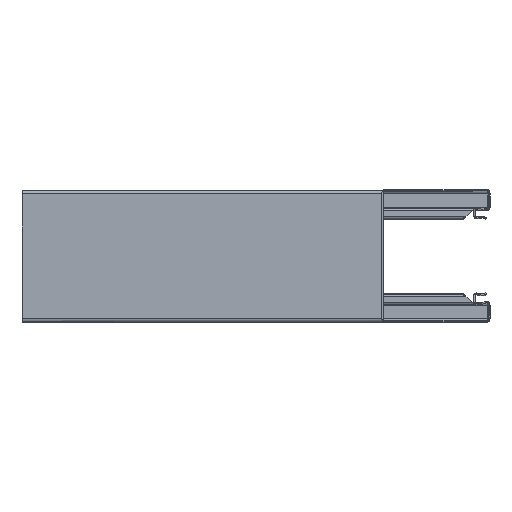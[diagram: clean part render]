
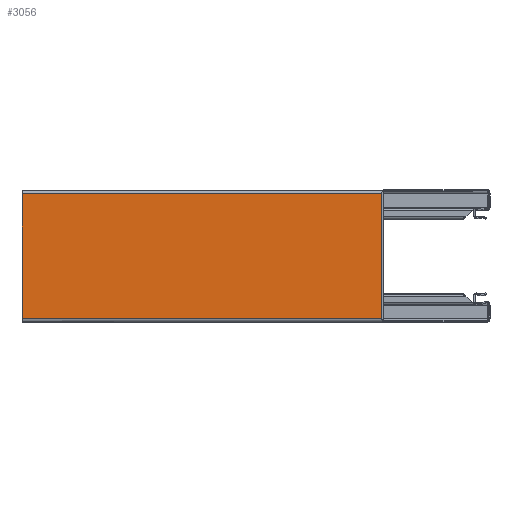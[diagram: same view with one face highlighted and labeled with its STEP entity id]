
A CAD part, top view. The second image highlights one B-rep face of the part: STEP entity #3056.
In plain terms, the highlighted planar face has unit normal (0, 0, 1).
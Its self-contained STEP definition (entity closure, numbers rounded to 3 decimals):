
#26 = VERTEX_POINT ( 'NONE', #3803 ) ;
#324 = DIRECTION ( 'NONE',  ( 0., -1., 0. ) ) ;
#581 = CARTESIAN_POINT ( 'NONE',  ( -89., -52., 0. ) ) ;
#763 = ORIENTED_EDGE ( 'NONE', *, *, #1661, .F. ) ;
#1026 = AXIS2_PLACEMENT_3D ( 'NONE', #3791, #3485, #3458 ) ;
#1054 = VERTEX_POINT ( 'NONE', #3866 ) ;
#1059 = LINE ( 'NONE', #581, #6465 ) ;
#1573 = VECTOR ( 'NONE', #6803, 1000. ) ;
#1661 = EDGE_CURVE ( 'NONE', #1054, #26, #1059, .T. ) ;
#1744 = EDGE_CURVE ( 'NONE', #26, #5976, #5261, .T. ) ;
#1763 = EDGE_CURVE ( 'NONE', #1054, #6009, #3397, .T. ) ;
#1775 = EDGE_CURVE ( 'NONE', #5976, #6009, #3357, .T. ) ;
#2249 = FACE_OUTER_BOUND ( 'NONE', #7293, .T. ) ;
#2404 = CARTESIAN_POINT ( 'NONE',  ( -388.5, -52., 0. ) ) ;
#2949 = CARTESIAN_POINT ( 'NONE',  ( -388.5, 52., 0. ) ) ;
#3056 = ADVANCED_FACE ( 'NONE', ( #2249 ), #3826, .T. ) ;
#3147 = CARTESIAN_POINT ( 'NONE',  ( -388.5, -52., 0. ) ) ;
#3357 = LINE ( 'NONE', #2404, #3776 ) ;
#3397 = LINE ( 'NONE', #5211, #1573 ) ;
#3458 = DIRECTION ( 'NONE',  ( 1., 0., 0. ) ) ;
#3485 = DIRECTION ( 'NONE',  ( 0., 0., 1. ) ) ;
#3776 = VECTOR ( 'NONE', #5201, 1000. ) ;
#3791 = CARTESIAN_POINT ( 'NONE',  ( 388.5, -52., 0. ) ) ;
#3803 = CARTESIAN_POINT ( 'NONE',  ( -89., -52., 0. ) ) ;
#3826 = PLANE ( 'NONE',  #1026 ) ;
#3866 = CARTESIAN_POINT ( 'NONE',  ( -89., 52., 0. ) ) ;
#4019 = VECTOR ( 'NONE', #5385, 1000. ) ;
#4946 = ORIENTED_EDGE ( 'NONE', *, *, #1775, .F. ) ;
#5201 = DIRECTION ( 'NONE',  ( 0., 1., 0. ) ) ;
#5211 = CARTESIAN_POINT ( 'NONE',  ( 388.5, 52., 0. ) ) ;
#5261 = LINE ( 'NONE', #5574, #4019 ) ;
#5385 = DIRECTION ( 'NONE',  ( -1., 0., 0. ) ) ;
#5574 = CARTESIAN_POINT ( 'NONE',  ( 388.5, -52., 0. ) ) ;
#5976 = VERTEX_POINT ( 'NONE', #3147 ) ;
#5999 = ORIENTED_EDGE ( 'NONE', *, *, #1744, .F. ) ;
#6009 = VERTEX_POINT ( 'NONE', #2949 ) ;
#6465 = VECTOR ( 'NONE', #324, 1000. ) ;
#6803 = DIRECTION ( 'NONE',  ( -1., 0., 0. ) ) ;
#6983 = ORIENTED_EDGE ( 'NONE', *, *, #1763, .T. ) ;
#7293 = EDGE_LOOP ( 'NONE', ( #5999, #763, #6983, #4946 ) ) ;
